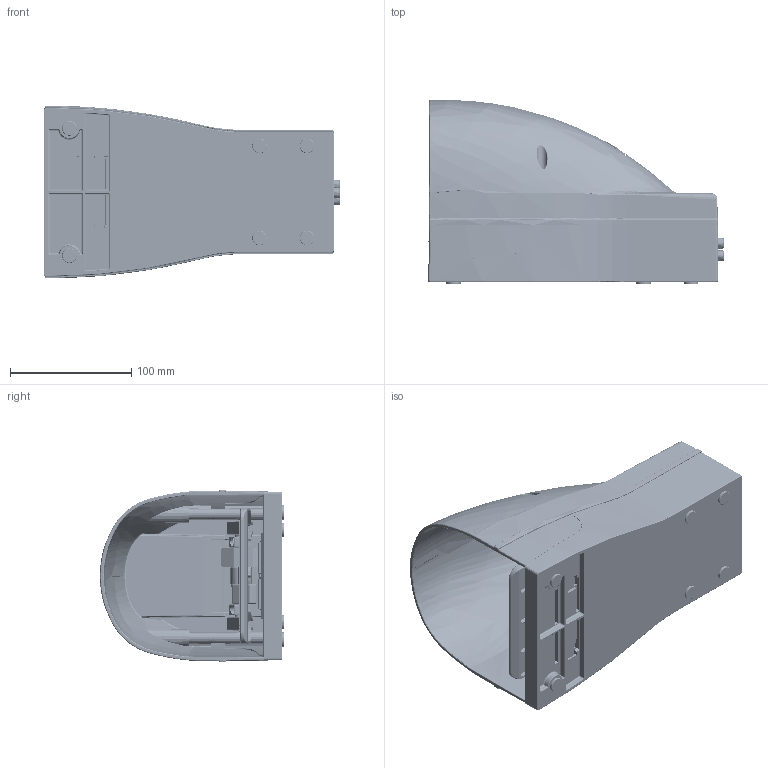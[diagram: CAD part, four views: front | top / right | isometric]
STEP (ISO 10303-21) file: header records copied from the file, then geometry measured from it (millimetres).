
FILE_DESCRIPTION(( 'BS 504 PED.STEP' ), '1');
FILE_NAME( 'BS 504 PED.STEP', '2019-03-04T12:04:46',( 'Sopra'),('sopra-pneumatic.com'), 'SwSTEP 2.0','SolidWorks 2009','' );
FILE_SCHEMA (( 'AUTOMOTIVE_DESIGN' ));
Length unit declared in the file: millimetre
Products named in the file (1): 8_306_4ng
Bounding box: 244.2 x 151.85 x 142.41 mm (x, y, z)
Volume: 669851.9 mm3; surface area: 337176.3 mm2
Topology: 24 solids, 24 shells, 4589 faces, 11652 edges, 7000 vertices
Faces by surface type: cylinder 1556, plane 1138, bspline 1111, cone 601, torus 94, sphere 89
Entity records: 278453 total; most frequent: CARTESIAN_POINT 167443, ORIENTED_EDGE 22890, DIRECTION 17960, EDGE_CURVE 11445, VERTEX_POINT 6989, AXIS2_PLACEMENT_3D 6973, EDGE_LOOP 4732, ADVANCED_FACE 4589
